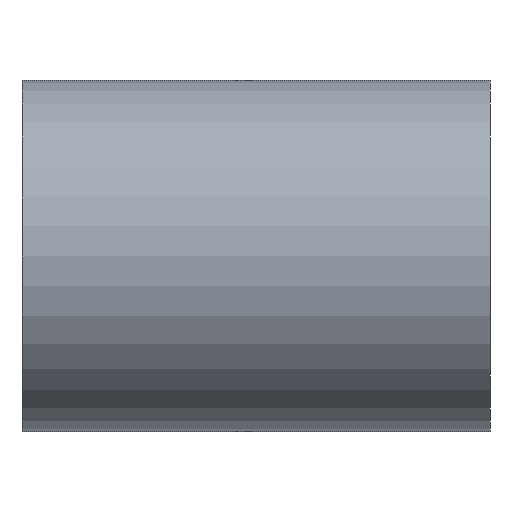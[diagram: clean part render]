
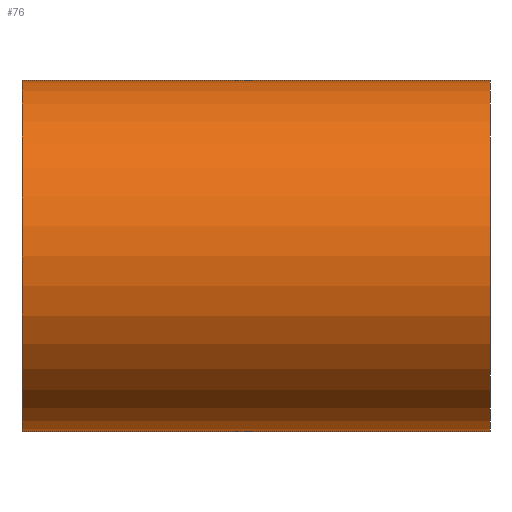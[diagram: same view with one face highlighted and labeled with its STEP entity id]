
A CAD part, left-side view. The second image highlights one B-rep face of the part: STEP entity #76.
In plain terms, the highlighted cylindrical face has radius 6 mm (diameter 12 mm), a full revolution.
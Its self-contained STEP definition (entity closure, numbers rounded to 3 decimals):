
#7 = AXIS2_PLACEMENT_3D ( 'NONE', #71, #65, #123 ) ;
#16 = CARTESIAN_POINT ( 'NONE',  ( 0., 16., -6. ) ) ;
#17 = CIRCLE ( 'NONE', #80, 6. ) ;
#23 = CARTESIAN_POINT ( 'NONE',  ( 0., 16., 0. ) ) ;
#26 = DIRECTION ( 'NONE',  ( 0., -1., 0. ) ) ;
#27 = VERTEX_POINT ( 'NONE', #116 ) ;
#30 = EDGE_LOOP ( 'NONE', ( #87 ) ) ;
#31 = EDGE_CURVE ( 'NONE', #27, #27, #47, .T. ) ;
#35 = FACE_OUTER_BOUND ( 'NONE', #139, .T. ) ;
#47 = CIRCLE ( 'NONE', #112, 6. ) ;
#64 = CYLINDRICAL_SURFACE ( 'NONE', #7, 6. ) ;
#65 = DIRECTION ( 'NONE',  ( 0., -1., 0. ) ) ;
#66 = VERTEX_POINT ( 'NONE', #16 ) ;
#71 = CARTESIAN_POINT ( 'NONE',  ( 0., 0., 0. ) ) ;
#76 = ADVANCED_FACE ( 'NONE', ( #126, #35 ), #64, .T. ) ;
#80 = AXIS2_PLACEMENT_3D ( 'NONE', #23, #26, #114 ) ;
#87 = ORIENTED_EDGE ( 'NONE', *, *, #31, .F. ) ;
#91 = EDGE_CURVE ( 'NONE', #66, #66, #17, .T. ) ;
#93 = CARTESIAN_POINT ( 'NONE',  ( 0., 0., 0. ) ) ;
#99 = ORIENTED_EDGE ( 'NONE', *, *, #91, .T. ) ;
#112 = AXIS2_PLACEMENT_3D ( 'NONE', #93, #124, #136 ) ;
#114 = DIRECTION ( 'NONE',  ( 0., 0., -1. ) ) ;
#116 = CARTESIAN_POINT ( 'NONE',  ( 0., 0., -6. ) ) ;
#123 = DIRECTION ( 'NONE',  ( 0., 0., -1. ) ) ;
#124 = DIRECTION ( 'NONE',  ( 0., -1., 0. ) ) ;
#126 = FACE_OUTER_BOUND ( 'NONE', #30, .T. ) ;
#136 = DIRECTION ( 'NONE',  ( 0., 0., -1. ) ) ;
#139 = EDGE_LOOP ( 'NONE', ( #99 ) ) ;
